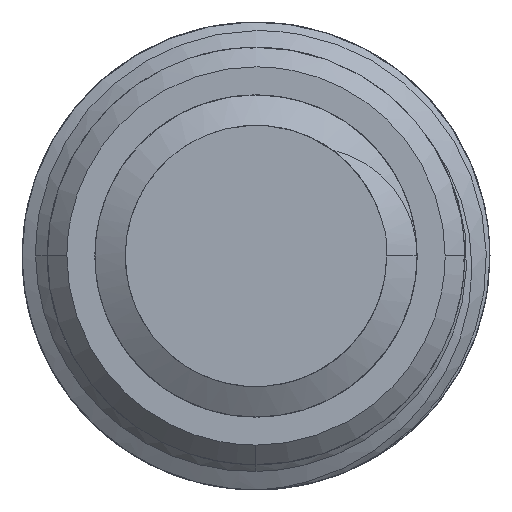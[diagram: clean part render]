
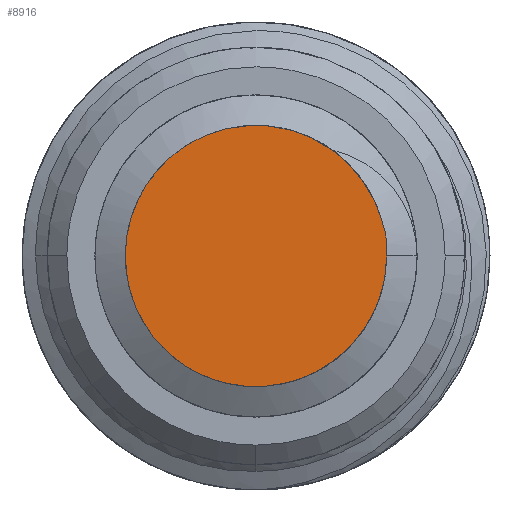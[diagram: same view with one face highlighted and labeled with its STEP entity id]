
A CAD part, front view. The second image highlights one B-rep face of the part: STEP entity #8916.
In plain terms, the highlighted free-form (B-spline) face has degree [1, 1] with [2, 2] control points.
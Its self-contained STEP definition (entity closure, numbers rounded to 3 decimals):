
#7632=CARTESIAN_POINT('',(-1.326,0.,3.077));
#7633=VERTEX_POINT('',#7632);
#7634=CARTESIAN_POINT('',(3.224,0.,0.915));
#7635=VERTEX_POINT('',#7634);
#7636=CARTESIAN_POINT('',(-1.326,0.,3.077));
#7637=CARTESIAN_POINT('',(2.181,0.,4.588));
#7638=CARTESIAN_POINT('',(3.223,0.,0.914));
#7639=(BOUNDED_CURVE()B_SPLINE_CURVE(2,(#7636,#7637,#7638),.CIRCULAR_ARC.,.F.,.U.)B_SPLINE_CURVE_WITH_KNOTS((3,3),(0.,0.265),.UNSPECIFIED.)CURVE()GEOMETRIC_REPRESENTATION_ITEM()RATIONAL_B_SPLINE_CURVE((1.,0.603,0.836))REPRESENTATION_ITEM(''));
#7640=EDGE_CURVE('',#7633,#7635,#7639,.T.);
#7714=CARTESIAN_POINT('',(3.35,0.,0.));
#7715=VERTEX_POINT('',#7714);
#7726=CARTESIAN_POINT('',(3.35,0.,0.));
#7727=CARTESIAN_POINT('',(3.35,0.,-0.196));
#7728=CARTESIAN_POINT('',(3.327,0.,-0.39));
#7729=CARTESIAN_POINT('',(2.651,0.,-6.153));
#7730=CARTESIAN_POINT('',(-2.001,0.,-2.686));
#7731=CARTESIAN_POINT('',(-6.654,0.,0.78));
#7732=CARTESIAN_POINT('',(-1.326,0.,3.077));
#7733=(BOUNDED_CURVE()B_SPLINE_CURVE(2,(#7726,#7727,#7728,#7729,#7730,#7731,#7732),.CIRCULAR_ARC.,.F.,.U.)B_SPLINE_CURVE_WITH_KNOTS((3,2,2,3),(0.312,0.333,0.667,1.),.UNSPECIFIED.)CURVE()GEOMETRIC_REPRESENTATION_ITEM()RATIONAL_B_SPLINE_CURVE((0.939,0.967,1.,0.5,1.,0.5,1.))REPRESENTATION_ITEM(''));
#7734=EDGE_CURVE('',#7715,#7633,#7733,.T.);
#8896=CARTESIAN_POINT('',(3.224,0.,0.915));
#8897=CARTESIAN_POINT('',(3.333,0.,0.633));
#8898=CARTESIAN_POINT('',(3.38,0.,0.323));
#8899=CARTESIAN_POINT('',(3.35,0.,0.));
#8900=B_SPLINE_CURVE_WITH_KNOTS('',3,(#8896,#8897,#8898,#8899),.UNSPECIFIED.,.F.,.U.,(4,4),(0.742,1.),.UNSPECIFIED.);
#8901=EDGE_CURVE('',#7635,#7715,#8900,.T.);
#8906=CARTESIAN_POINT('',(89.733,0.,89.733));
#8907=CARTESIAN_POINT('',(89.733,0.,-89.733));
#8908=CARTESIAN_POINT('',(-89.733,0.,89.733));
#8909=CARTESIAN_POINT('',(-89.733,0.,-89.733));
#8910=B_SPLINE_SURFACE_WITH_KNOTS('',1,1,((#8906,#8907),(#8908,#8909)),.PLANE_SURF.,.F.,.F.,.U.,(2,2),(2,2),(0.,1.),(0.,1.),.UNSPECIFIED.);
#8911=ORIENTED_EDGE('',*,*,#7640,.F.);
#8912=ORIENTED_EDGE('',*,*,#7734,.F.);
#8913=ORIENTED_EDGE('',*,*,#8901,.F.);
#8914=EDGE_LOOP('',(#8911,#8912,#8913));
#8915=FACE_OUTER_BOUND('',#8914,.T.);
#8916=ADVANCED_FACE('',(#8915),#8910,.T.);
